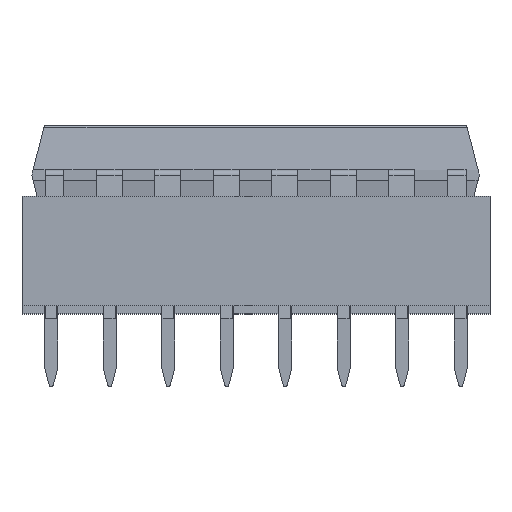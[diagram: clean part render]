
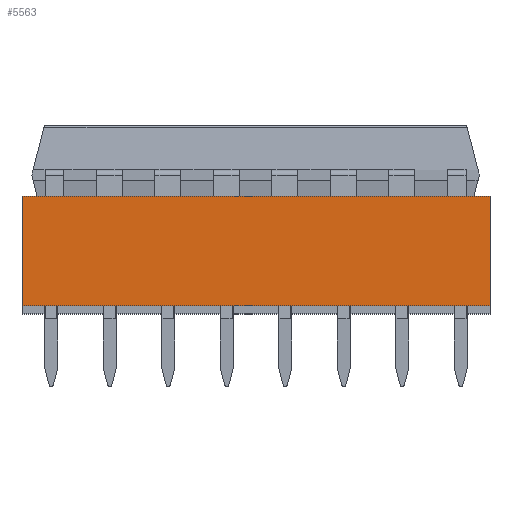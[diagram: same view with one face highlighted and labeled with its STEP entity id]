
A CAD part, top view. The second image highlights one B-rep face of the part: STEP entity #5563.
In plain terms, the highlighted planar face has unit normal (0, 0, 1).
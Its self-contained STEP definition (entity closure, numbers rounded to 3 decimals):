
#123 = DIRECTION ( 'NONE',  ( -1., 0., 0. ) ) ;
#391 = EDGE_CURVE ( 'NONE', #8905, #21732, #6721, .T. ) ;
#1676 = CARTESIAN_POINT ( 'NONE',  ( 10.16, -3.75, 5.08 ) ) ;
#1994 = CARTESIAN_POINT ( 'NONE',  ( 10.16, -3.75, 5.08 ) ) ;
#2513 = CARTESIAN_POINT ( 'NONE',  ( 10.16, -3.75, 5.08 ) ) ;
#3797 = CARTESIAN_POINT ( 'NONE',  ( -10.16, -3.75, 5.08 ) ) ;
#4306 = VERTEX_POINT ( 'NONE', #1676 ) ;
#5241 = CARTESIAN_POINT ( 'NONE',  ( -10.16, -3.75, 5.08 ) ) ;
#5563 = ADVANCED_FACE ( 'NONE', ( #23436 ), #11413, .T. ) ;
#6721 = LINE ( 'NONE', #5241, #19822 ) ;
#7234 = DIRECTION ( 'NONE',  ( 0., 1., 0. ) ) ;
#7597 = CARTESIAN_POINT ( 'NONE',  ( 10.16, 1., 5.08 ) ) ;
#8076 = VERTEX_POINT ( 'NONE', #19900 ) ;
#8598 = VECTOR ( 'NONE', #123, 1000. ) ;
#8905 = VERTEX_POINT ( 'NONE', #15603 ) ;
#9579 = VECTOR ( 'NONE', #7234, 1000. ) ;
#10733 = LINE ( 'NONE', #2513, #9579 ) ;
#11413 = PLANE ( 'NONE',  #25121 ) ;
#12726 = ORIENTED_EDGE ( 'NONE', *, *, #26087, .T. ) ;
#13553 = DIRECTION ( 'NONE',  ( -1., 0., 0. ) ) ;
#14226 = EDGE_LOOP ( 'NONE', ( #20448, #23853, #12726, #15880 ) ) ;
#14323 = DIRECTION ( 'NONE',  ( 0., -1., 0. ) ) ;
#14925 = DIRECTION ( 'NONE',  ( 0., -1., 0. ) ) ;
#15603 = CARTESIAN_POINT ( 'NONE',  ( -10.16, 1., 5.08 ) ) ;
#15781 = LINE ( 'NONE', #1994, #8598 ) ;
#15880 = ORIENTED_EDGE ( 'NONE', *, *, #22125, .T. ) ;
#15962 = VECTOR ( 'NONE', #13553, 1000. ) ;
#19822 = VECTOR ( 'NONE', #14925, 1000. ) ;
#19900 = CARTESIAN_POINT ( 'NONE',  ( 10.16, 1., 5.08 ) ) ;
#19913 = LINE ( 'NONE', #7597, #15962 ) ;
#20147 = CARTESIAN_POINT ( 'NONE',  ( 10.16, 1., 5.08 ) ) ;
#20448 = ORIENTED_EDGE ( 'NONE', *, *, #391, .T. ) ;
#20762 = EDGE_CURVE ( 'NONE', #4306, #21732, #15781, .T. ) ;
#21732 = VERTEX_POINT ( 'NONE', #3797 ) ;
#22009 = DIRECTION ( 'NONE',  ( 0., 0., 1. ) ) ;
#22125 = EDGE_CURVE ( 'NONE', #8076, #8905, #19913, .T. ) ;
#23436 = FACE_OUTER_BOUND ( 'NONE', #14226, .T. ) ;
#23853 = ORIENTED_EDGE ( 'NONE', *, *, #20762, .F. ) ;
#25121 = AXIS2_PLACEMENT_3D ( 'NONE', #20147, #22009, #14323 ) ;
#26087 = EDGE_CURVE ( 'NONE', #4306, #8076, #10733, .T. ) ;
